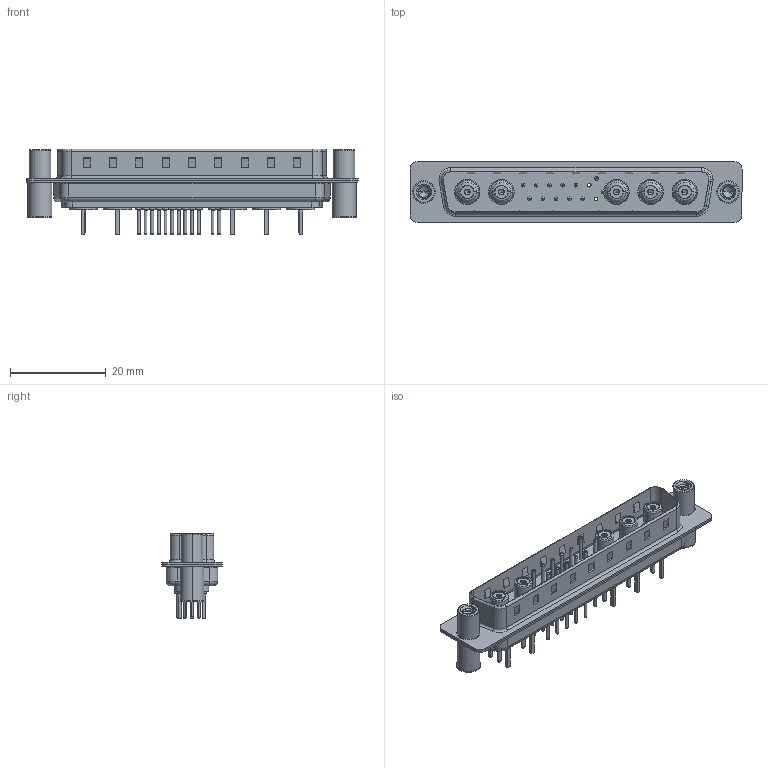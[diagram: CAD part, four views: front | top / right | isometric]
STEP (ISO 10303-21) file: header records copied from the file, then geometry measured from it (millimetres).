
FILE_DESCRIPTION (( 'STEP AP203' ), '1' );
FILE_NAME ('627-17W5224-5T4.STEP', '2019-05-29T03:46:51', ( '' ), ( '' ), 'SwSTEP 2.0', 'SolidWorks 2016', '' );
FILE_SCHEMA (( 'CONFIG_CONTROL_DESIGN' ));
Length unit declared in the file: millimetre
Products named in the file (13): Locking Collar; 627-17W5224-5T4; 627Combo Housing_17W5; 627Combo Shell Rear_37 Contacts; 627Combo Shell Front_37 Contacts; 627Combo Threaded Standoff and Board Spacer_4; Socket_Str; Co-Ax Jack_Straight PC Tail; Co-Ax Jack Assy_S; Insulator Socket; 627Combo Contact Row 1_24; Insulator Socket 2; 627Combo Contact Row 2_24
Assembly tree (27 placements, depth 3):
  627-17W5224-5T4
    627Combo Housing_17W5
    627Combo Shell Rear_37 Contacts
    627Combo Shell Front_37 Contacts
    627Combo Threaded Standoff and Board Spacer_4  x2
    Co-Ax Jack Assy_S  x5
      Co-Ax Jack_Straight PC Tail
      Insulator Socket
      Insulator Socket 2
      Locking Collar
      Socket_Str
    627Combo Contact Row 1_24  x6
    627Combo Contact Row 2_24  x6
Bounding box: 69.3 x 12.6 x 17.9 mm (x, y, z)
Volume: 4162 mm3; surface area: 11655.3 mm2
Topology: 42 solids, 42 shells, 1497 faces, 3416 edges, 2112 vertices
Faces by surface type: cylinder 596, plane 528, torus 266, cone 75, bspline 22, sphere 10
Entity records: 24748 total; most frequent: CARTESIAN_POINT 5920, DIRECTION 3759, ORIENTED_EDGE 3408, EDGE_CURVE 1704, AXIS2_PLACEMENT_3D 1437, VERTEX_POINT 1079, LINE 885, VECTOR 885
